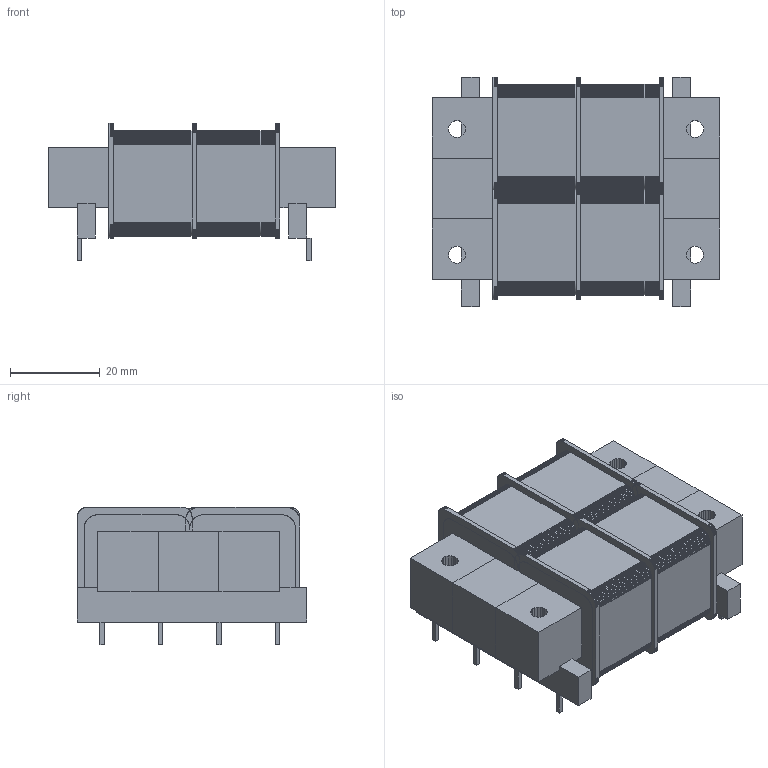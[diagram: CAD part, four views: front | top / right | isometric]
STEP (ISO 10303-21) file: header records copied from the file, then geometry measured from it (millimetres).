
FILE_DESCRIPTION(('FreeCAD Model'),'2;1');
FILE_NAME('Transformer_Hammond_229B34.step','2020-11-27T14:01:27',( 'kicad StepUp'),('ksu MCAD'),'Open CASCADE STEP processor 7.4', 'FreeCAD','Unknown');
FILE_SCHEMA(('AUTOMOTIVE_DESIGN { 1 0 10303 214 1 1 1 1 }'));
Length unit declared in the file: millimetre
Products named in the file (1): Transformer_Hammond_229B34
Bounding box: 64 x 51 x 30.5 mm (x, y, z)
Volume: 58386.3 mm3; surface area: 13858.5 mm2
Topology: 5 solids, 5 shells, 1304 faces, 4503 edges, 3205 vertices
Faces by surface type: plane 1304
Entity records: 57529 total; most frequent: CARTESIAN_POINT 9013, ORIENTED_EDGE 9006, DIRECTION 7113, EDGE_CURVE 4503, LINE 4503, VECTOR 4503, VERTEX_POINT 3205, FACE_BOUND 1308
